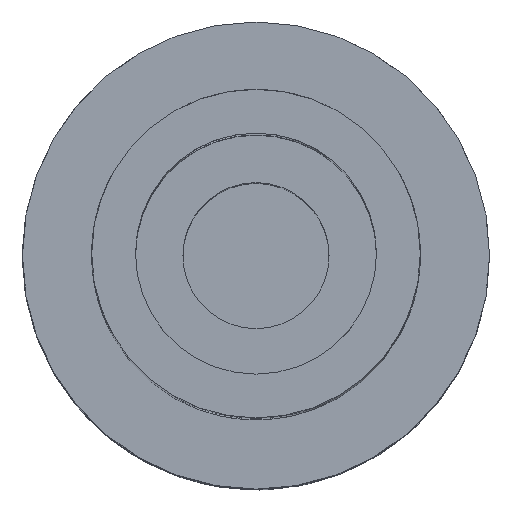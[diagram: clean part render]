
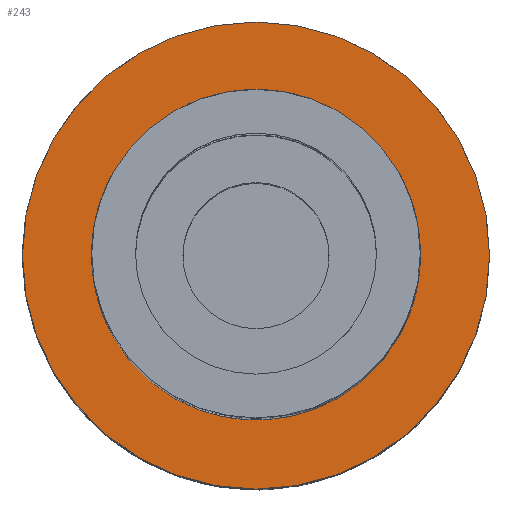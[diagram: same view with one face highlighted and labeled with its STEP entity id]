
A CAD part, top view. The second image highlights one B-rep face of the part: STEP entity #243.
In plain terms, the highlighted planar face has unit normal (0, 0, 1).
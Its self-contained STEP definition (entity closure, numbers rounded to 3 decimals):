
#50=PLANE('',#971);
#205=CIRCLE('',#950,11.25);
#214=CIRCLE('',#968,15.99);
#243=ADVANCED_FACE('',(#318,#319),#50,.F.);
#318=FACE_BOUND('',#374,.T.);
#319=FACE_BOUND('',#375,.T.);
#374=EDGE_LOOP('',(#525));
#375=EDGE_LOOP('',(#526));
#525=ORIENTED_EDGE('',*,*,#793,.T.);
#526=ORIENTED_EDGE('',*,*,#842,.F.);
#704=VERTEX_POINT('',#1454);
#739=VERTEX_POINT('',#1797);
#793=EDGE_CURVE('',#704,#704,#205,.T.);
#842=EDGE_CURVE('',#739,#739,#214,.T.);
#950=AXIS2_PLACEMENT_3D('',#1453,#1070,#1071);
#968=AXIS2_PLACEMENT_3D('',#1796,#1126,#1127);
#971=AXIS2_PLACEMENT_3D('',#1801,#1132,#1133);
#1070=DIRECTION('',(0.,0.,-1.));
#1071=DIRECTION('',(1.,0.,0.));
#1126=DIRECTION('',(0.,0.,-1.));
#1127=DIRECTION('',(1.,0.,0.));
#1132=DIRECTION('',(0.,0.,-1.));
#1133=DIRECTION('',(-1.,0.,0.));
#1453=CARTESIAN_POINT('',(0.,0.,35.));
#1454=CARTESIAN_POINT('',(11.25,0.,35.));
#1796=CARTESIAN_POINT('',(0.,0.,35.));
#1797=CARTESIAN_POINT('',(15.99,0.,35.));
#1801=CARTESIAN_POINT('',(0.,0.,35.));
